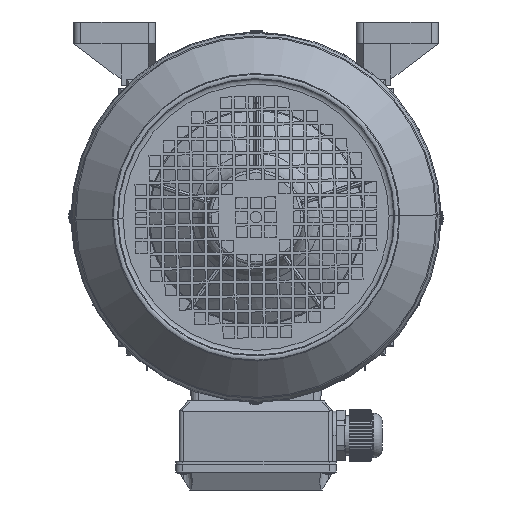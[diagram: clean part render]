
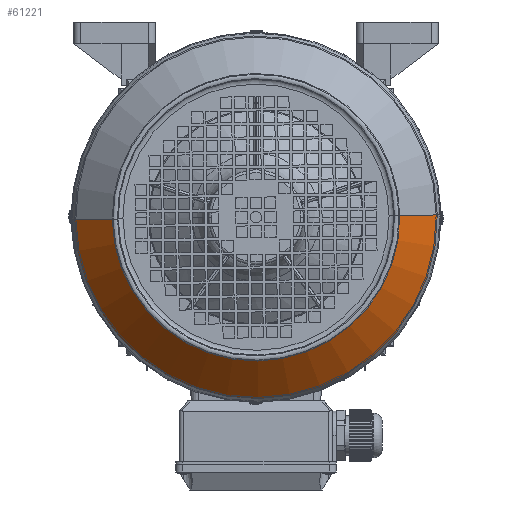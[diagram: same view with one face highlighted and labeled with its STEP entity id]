
A CAD part, front view. The second image highlights one B-rep face of the part: STEP entity #61221.
In plain terms, the highlighted conical face has half-angle 43.986 degrees and reference radius 126.3 mm.
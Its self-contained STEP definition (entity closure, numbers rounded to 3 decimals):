
#4789 = CARTESIAN_POINT ( 'NONE',  ( -126.3, 0., 28.5 ) ) ;
#4807 = CARTESIAN_POINT ( 'NONE',  ( 100.159, 0., 55.583 ) ) ;
#4868 = CARTESIAN_POINT ( 'NONE',  ( -100.159, 0., 55.583 ) ) ;
#4909 = CARTESIAN_POINT ( 'NONE',  ( 126.3, 0., 28.5 ) ) ;
#4910 = DIRECTION ( 'NONE',  ( 0.694, 0., -0.72 ) ) ;
#4911 = VECTOR ( 'NONE', #4910, 1000. ) ;
#4912 = CARTESIAN_POINT ( 'NONE',  ( 126.3, 0., 28.5 ) ) ;
#4917 = LINE ( 'NONE', #4912, #4911 ) ;
#4986 = DIRECTION ( 'NONE',  ( -0.694, 0., -0.72 ) ) ;
#4987 = VECTOR ( 'NONE', #4986, 1000. ) ;
#4988 = CARTESIAN_POINT ( 'NONE',  ( -126.3, 0., 28.5 ) ) ;
#4989 = LINE ( 'NONE', #4988, #4987 ) ;
#5536 = DIRECTION ( 'NONE',  ( -1., 0., 0. ) ) ;
#5537 = DIRECTION ( 'NONE',  ( 0., 0., -1. ) ) ;
#5538 = CARTESIAN_POINT ( 'NONE',  ( 0., 0., 28.5 ) ) ;
#5539 = AXIS2_PLACEMENT_3D ( 'NONE', #5538, #5537, #5536 ) ;
#5540 = CONICAL_SURFACE ( 'NONE', #5539, 126.3, 0.768 ) ;
#5541 = FACE_OUTER_BOUND ( 'NONE', #61222, .T. ) ;
#5542 = DIRECTION ( 'NONE',  ( -1., 0., 0. ) ) ;
#5543 = DIRECTION ( 'NONE',  ( 0., 0., -1. ) ) ;
#5544 = CARTESIAN_POINT ( 'NONE',  ( 0., 0., 28.5 ) ) ;
#5545 = AXIS2_PLACEMENT_3D ( 'NONE', #5544, #5543, #5542 ) ;
#5546 = CIRCLE ( 'NONE', #5545, 126.3 ) ;
#5957 = DIRECTION ( 'NONE',  ( -1., 0., 0. ) ) ;
#5958 = DIRECTION ( 'NONE',  ( 0., 0., -1. ) ) ;
#5959 = CARTESIAN_POINT ( 'NONE',  ( 0., 0., 55.583 ) ) ;
#5960 = AXIS2_PLACEMENT_3D ( 'NONE', #5959, #5958, #5957 ) ;
#5961 = CIRCLE ( 'NONE', #5960, 100.159 ) ;
#60807 = VERTEX_POINT ( 'NONE', #4789 ) ;
#60833 = VERTEX_POINT ( 'NONE', #4807 ) ;
#60870 = VERTEX_POINT ( 'NONE', #4868 ) ;
#60883 = EDGE_CURVE ( 'NONE', #60833, #60885, #4917, .T. ) ;
#60885 = VERTEX_POINT ( 'NONE', #4909 ) ;
#60917 = EDGE_CURVE ( 'NONE', #60870, #60807, #4989, .T. ) ;
#61218 = EDGE_CURVE ( 'NONE', #60885, #60807, #5546, .T. ) ;
#61221 = ADVANCED_FACE ( 'NONE', ( #5541 ), #5540, .T. ) ;
#61222 = EDGE_LOOP ( 'NONE', ( #61286, #61287, #61289, #61290 ) ) ;
#61286 = ORIENTED_EDGE ( 'NONE', *, *, #60883, .F. ) ;
#61287 = ORIENTED_EDGE ( 'NONE', *, *, #61288, .T. ) ;
#61288 = EDGE_CURVE ( 'NONE', #60833, #60870, #5961, .T. ) ;
#61289 = ORIENTED_EDGE ( 'NONE', *, *, #60917, .T. ) ;
#61290 = ORIENTED_EDGE ( 'NONE', *, *, #61218, .F. ) ;
